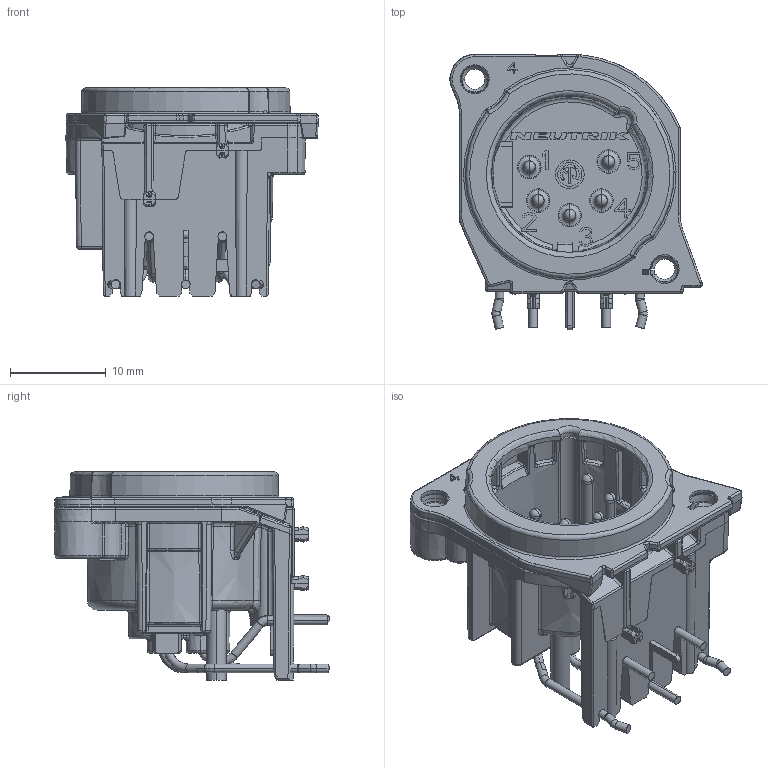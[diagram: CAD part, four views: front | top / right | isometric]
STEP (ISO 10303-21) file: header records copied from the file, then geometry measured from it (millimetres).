
FILE_DESCRIPTION((''),'2;1');
FILE_NAME('30010222','2024-07-23T14:15:42',('SYSTEM'),(''),'CREO PARAMETRIC BY PTC INC, 2023424','CREO PARAMETRIC BY PTC INC, 2023424','');
FILE_SCHEMA(('CONFIG_CONTROL_DESIGN'));
Products named in the file (1): 30010222
Bounding box: 26.3 x 28.7 x 21.7 mm (x, y, z)
Volume: 3020.5 mm3; surface area: 5074.7 mm2
Topology: 1 solids, 5 shells, 1933 faces, 4784 edges, 2863 vertices
Faces by surface type: plane 668, cylinder 433, bspline 366, torus 214, sphere 123, cone 121, extrusion 8
Entity records: 70137 total; most frequent: CARTESIAN_POINT 27243, ORIENTED_EDGE 9546, DIRECTION 8222, EDGE_CURVE 4773, AXIS2_PLACEMENT_3D 3091, VERTEX_POINT 2863, VECTOR 2040, LINE 2032
